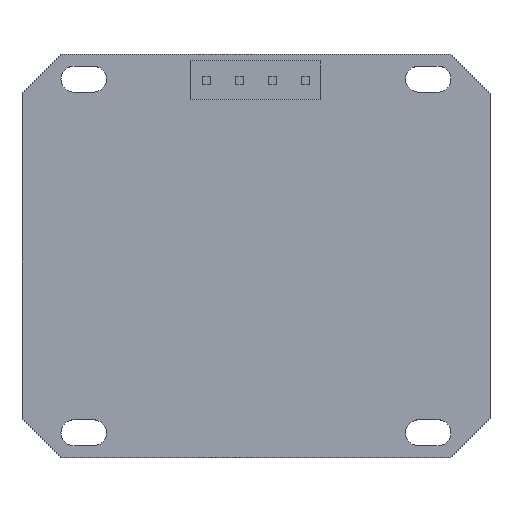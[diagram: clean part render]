
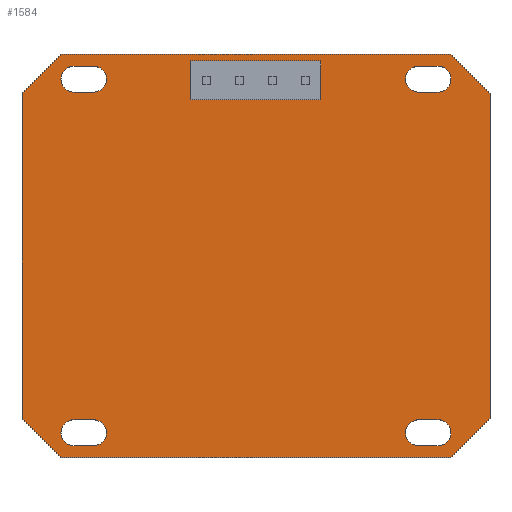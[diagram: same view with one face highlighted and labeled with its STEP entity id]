
A CAD part, top view. The second image highlights one B-rep face of the part: STEP entity #1584.
In plain terms, the highlighted planar face has unit normal (0, 0, 1).
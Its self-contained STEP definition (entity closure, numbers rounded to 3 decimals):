
#24=FACE_BOUND('',#212,.T.);
#25=FACE_BOUND('',#213,.T.);
#26=FACE_BOUND('',#214,.T.);
#27=FACE_BOUND('',#215,.T.);
#28=FACE_BOUND('',#216,.T.);
#52=CIRCLE('',#1649,1.);
#54=CIRCLE('',#1653,1.);
#56=CIRCLE('',#1656,1.);
#58=CIRCLE('',#1660,1.);
#60=CIRCLE('',#1665,1.);
#62=CIRCLE('',#1669,1.);
#64=CIRCLE('',#1672,1.);
#66=CIRCLE('',#1676,1.);
#120=FACE_OUTER_BOUND('',#211,.T.);
#211=EDGE_LOOP('',(#1224,#1225,#1226,#1227,#1228,#1229,#1230,#1231));
#212=EDGE_LOOP('',(#1232,#1233,#1234,#1235));
#213=EDGE_LOOP('',(#1236,#1237,#1238,#1239));
#214=EDGE_LOOP('',(#1240,#1241,#1242,#1243));
#215=EDGE_LOOP('',(#1244,#1245,#1246,#1247));
#216=EDGE_LOOP('',(#1248,#1249,#1250,#1251));
#270=LINE('',#2165,#470);
#274=LINE('',#2177,#474);
#279=LINE('',#2195,#479);
#283=LINE('',#2205,#483);
#286=LINE('',#2213,#486);
#290=LINE('',#2225,#490);
#295=LINE('',#2243,#495);
#299=LINE('',#2253,#499);
#300=LINE('',#2257,#500);
#304=LINE('',#2265,#504);
#355=LINE('',#2367,#555);
#358=LINE('',#2372,#558);
#362=LINE('',#2382,#562);
#365=LINE('',#2388,#565);
#368=LINE('',#2394,#568);
#371=LINE('',#2400,#571);
#374=LINE('',#2406,#574);
#377=LINE('',#2412,#577);
#380=LINE('',#2418,#580);
#383=LINE('',#2422,#583);
#470=VECTOR('',#1755,10.);
#474=VECTOR('',#1767,10.);
#479=VECTOR('',#1786,10.);
#483=VECTOR('',#1798,10.);
#486=VECTOR('',#1803,10.);
#490=VECTOR('',#1815,10.);
#495=VECTOR('',#1834,10.);
#499=VECTOR('',#1846,10.);
#500=VECTOR('',#1849,10.);
#504=VECTOR('',#1855,10.);
#555=VECTOR('',#1940,10.);
#558=VECTOR('',#1945,10.);
#562=VECTOR('',#1953,10.);
#565=VECTOR('',#1958,10.);
#568=VECTOR('',#1963,10.);
#571=VECTOR('',#1968,10.);
#574=VECTOR('',#1973,10.);
#577=VECTOR('',#1978,10.);
#580=VECTOR('',#1983,10.);
#583=VECTOR('',#1988,10.);
#670=VERTEX_POINT('',#2162);
#671=VERTEX_POINT('',#2164);
#673=VERTEX_POINT('',#2170);
#675=VERTEX_POINT('',#2176);
#678=VERTEX_POINT('',#2186);
#679=VERTEX_POINT('',#2188);
#681=VERTEX_POINT('',#2194);
#683=VERTEX_POINT('',#2200);
#686=VERTEX_POINT('',#2210);
#687=VERTEX_POINT('',#2212);
#689=VERTEX_POINT('',#2218);
#691=VERTEX_POINT('',#2224);
#694=VERTEX_POINT('',#2234);
#695=VERTEX_POINT('',#2236);
#697=VERTEX_POINT('',#2242);
#699=VERTEX_POINT('',#2248);
#700=VERTEX_POINT('',#2255);
#701=VERTEX_POINT('',#2256);
#704=VERTEX_POINT('',#2264);
#738=VERTEX_POINT('',#2366);
#742=VERTEX_POINT('',#2379);
#743=VERTEX_POINT('',#2381);
#745=VERTEX_POINT('',#2387);
#747=VERTEX_POINT('',#2393);
#749=VERTEX_POINT('',#2399);
#751=VERTEX_POINT('',#2405);
#753=VERTEX_POINT('',#2411);
#755=VERTEX_POINT('',#2417);
#814=EDGE_CURVE('',#671,#670,#270,.T.);
#817=EDGE_CURVE('',#673,#671,#52,.T.);
#820=EDGE_CURVE('',#675,#673,#274,.T.);
#823=EDGE_CURVE('',#670,#675,#54,.T.);
#826=EDGE_CURVE('',#679,#678,#56,.T.);
#829=EDGE_CURVE('',#681,#679,#279,.T.);
#832=EDGE_CURVE('',#683,#681,#58,.T.);
#835=EDGE_CURVE('',#678,#683,#283,.T.);
#838=EDGE_CURVE('',#687,#686,#286,.T.);
#841=EDGE_CURVE('',#689,#687,#60,.T.);
#844=EDGE_CURVE('',#691,#689,#290,.T.);
#847=EDGE_CURVE('',#686,#691,#62,.T.);
#850=EDGE_CURVE('',#695,#694,#64,.T.);
#853=EDGE_CURVE('',#697,#695,#295,.T.);
#856=EDGE_CURVE('',#699,#697,#66,.T.);
#859=EDGE_CURVE('',#694,#699,#299,.T.);
#860=EDGE_CURVE('',#700,#701,#300,.T.);
#864=EDGE_CURVE('',#704,#700,#304,.T.);
#915=EDGE_CURVE('',#701,#738,#355,.T.);
#918=EDGE_CURVE('',#738,#704,#358,.T.);
#922=EDGE_CURVE('',#743,#742,#362,.T.);
#925=EDGE_CURVE('',#745,#743,#365,.T.);
#928=EDGE_CURVE('',#747,#745,#368,.T.);
#931=EDGE_CURVE('',#749,#747,#371,.T.);
#934=EDGE_CURVE('',#751,#749,#374,.T.);
#937=EDGE_CURVE('',#753,#751,#377,.T.);
#940=EDGE_CURVE('',#755,#753,#380,.T.);
#943=EDGE_CURVE('',#742,#755,#383,.T.);
#1224=ORIENTED_EDGE('',*,*,#943,.T.);
#1225=ORIENTED_EDGE('',*,*,#940,.T.);
#1226=ORIENTED_EDGE('',*,*,#937,.T.);
#1227=ORIENTED_EDGE('',*,*,#934,.T.);
#1228=ORIENTED_EDGE('',*,*,#931,.T.);
#1229=ORIENTED_EDGE('',*,*,#928,.T.);
#1230=ORIENTED_EDGE('',*,*,#925,.T.);
#1231=ORIENTED_EDGE('',*,*,#922,.T.);
#1232=ORIENTED_EDGE('',*,*,#820,.T.);
#1233=ORIENTED_EDGE('',*,*,#817,.T.);
#1234=ORIENTED_EDGE('',*,*,#814,.T.);
#1235=ORIENTED_EDGE('',*,*,#823,.T.);
#1236=ORIENTED_EDGE('',*,*,#832,.T.);
#1237=ORIENTED_EDGE('',*,*,#829,.T.);
#1238=ORIENTED_EDGE('',*,*,#826,.T.);
#1239=ORIENTED_EDGE('',*,*,#835,.T.);
#1240=ORIENTED_EDGE('',*,*,#844,.T.);
#1241=ORIENTED_EDGE('',*,*,#841,.T.);
#1242=ORIENTED_EDGE('',*,*,#838,.T.);
#1243=ORIENTED_EDGE('',*,*,#847,.T.);
#1244=ORIENTED_EDGE('',*,*,#856,.T.);
#1245=ORIENTED_EDGE('',*,*,#853,.T.);
#1246=ORIENTED_EDGE('',*,*,#850,.T.);
#1247=ORIENTED_EDGE('',*,*,#859,.T.);
#1248=ORIENTED_EDGE('',*,*,#864,.T.);
#1249=ORIENTED_EDGE('',*,*,#860,.T.);
#1250=ORIENTED_EDGE('',*,*,#915,.T.);
#1251=ORIENTED_EDGE('',*,*,#918,.T.);
#1497=PLANE('',#1707);
#1584=ADVANCED_FACE('',(#120,#24,#25,#26,#27,#28),#1497,.T.);
#1649=AXIS2_PLACEMENT_3D('',#2171,#1761,#1762);
#1653=AXIS2_PLACEMENT_3D('',#2181,#1773,#1774);
#1656=AXIS2_PLACEMENT_3D('',#2189,#1780,#1781);
#1660=AXIS2_PLACEMENT_3D('',#2201,#1792,#1793);
#1665=AXIS2_PLACEMENT_3D('',#2219,#1809,#1810);
#1669=AXIS2_PLACEMENT_3D('',#2229,#1821,#1822);
#1672=AXIS2_PLACEMENT_3D('',#2237,#1828,#1829);
#1676=AXIS2_PLACEMENT_3D('',#2249,#1840,#1841);
#1707=AXIS2_PLACEMENT_3D('',#2423,#1989,#1990);
#1755=DIRECTION('',(1.,0.,0.));
#1761=DIRECTION('center_axis',(0.,0.,-1.));
#1762=DIRECTION('ref_axis',(0.,1.,0.));
#1767=DIRECTION('',(-1.,0.,0.));
#1773=DIRECTION('center_axis',(0.,0.,-1.));
#1774=DIRECTION('ref_axis',(0.,-1.,0.));
#1780=DIRECTION('center_axis',(0.,0.,-1.));
#1781=DIRECTION('ref_axis',(0.,1.,0.));
#1786=DIRECTION('',(-1.,0.,0.));
#1792=DIRECTION('center_axis',(0.,0.,-1.));
#1793=DIRECTION('ref_axis',(0.,-1.,0.));
#1798=DIRECTION('',(1.,0.,0.));
#1803=DIRECTION('',(1.,0.,0.));
#1809=DIRECTION('center_axis',(0.,0.,-1.));
#1810=DIRECTION('ref_axis',(0.,1.,0.));
#1815=DIRECTION('',(-1.,0.,0.));
#1821=DIRECTION('center_axis',(0.,0.,-1.));
#1822=DIRECTION('ref_axis',(0.,-1.,0.));
#1828=DIRECTION('center_axis',(0.,0.,-1.));
#1829=DIRECTION('ref_axis',(0.,1.,0.));
#1834=DIRECTION('',(-1.,0.,0.));
#1840=DIRECTION('center_axis',(0.,0.,-1.));
#1841=DIRECTION('ref_axis',(0.,-1.,0.));
#1846=DIRECTION('',(1.,0.,0.));
#1849=DIRECTION('',(0.,-1.,0.));
#1855=DIRECTION('',(1.,0.,0.));
#1940=DIRECTION('',(-1.,0.,0.));
#1945=DIRECTION('',(0.,1.,0.));
#1953=DIRECTION('',(-0.707,0.707,0.));
#1958=DIRECTION('',(0.,1.,0.));
#1963=DIRECTION('',(0.707,0.707,0.));
#1968=DIRECTION('',(1.,0.,0.));
#1973=DIRECTION('',(0.707,-0.707,0.));
#1978=DIRECTION('',(0.,-1.,0.));
#1983=DIRECTION('',(-0.707,-0.707,0.));
#1988=DIRECTION('',(-1.,0.,0.));
#1989=DIRECTION('center_axis',(0.,0.,1.));
#1990=DIRECTION('ref_axis',(1.,0.,0.));
#2162=CARTESIAN_POINT('',(14.,14.6,1.5));
#2164=CARTESIAN_POINT('',(12.5,14.6,1.5));
#2165=CARTESIAN_POINT('',(6.25,14.6,1.5));
#2170=CARTESIAN_POINT('',(12.5,12.6,1.5));
#2171=CARTESIAN_POINT('Origin',(12.5,13.6,1.5));
#2176=CARTESIAN_POINT('',(14.,12.6,1.5));
#2177=CARTESIAN_POINT('',(7.,12.6,1.5));
#2181=CARTESIAN_POINT('Origin',(14.,13.6,1.5));
#2186=CARTESIAN_POINT('',(12.5,-12.6,1.5));
#2188=CARTESIAN_POINT('',(12.5,-14.6,1.5));
#2189=CARTESIAN_POINT('Origin',(12.5,-13.6,1.5));
#2194=CARTESIAN_POINT('',(14.,-14.6,1.5));
#2195=CARTESIAN_POINT('',(7.,-14.6,1.5));
#2200=CARTESIAN_POINT('',(14.,-12.6,1.5));
#2201=CARTESIAN_POINT('Origin',(14.,-13.6,1.5));
#2205=CARTESIAN_POINT('',(6.25,-12.6,1.5));
#2210=CARTESIAN_POINT('',(-12.5,14.6,1.5));
#2212=CARTESIAN_POINT('',(-14.,14.6,1.5));
#2213=CARTESIAN_POINT('',(-7.,14.6,1.5));
#2218=CARTESIAN_POINT('',(-14.,12.6,1.5));
#2219=CARTESIAN_POINT('Origin',(-14.,13.6,1.5));
#2224=CARTESIAN_POINT('',(-12.5,12.6,1.5));
#2225=CARTESIAN_POINT('',(-6.25,12.6,1.5));
#2229=CARTESIAN_POINT('Origin',(-12.5,13.6,1.5));
#2234=CARTESIAN_POINT('',(-14.,-12.6,1.5));
#2236=CARTESIAN_POINT('',(-14.,-14.6,1.5));
#2237=CARTESIAN_POINT('Origin',(-14.,-13.6,1.5));
#2242=CARTESIAN_POINT('',(-12.5,-14.6,1.5));
#2243=CARTESIAN_POINT('',(-6.25,-14.6,1.5));
#2248=CARTESIAN_POINT('',(-12.5,-12.6,1.5));
#2249=CARTESIAN_POINT('Origin',(-12.5,-13.6,1.5));
#2253=CARTESIAN_POINT('',(-7.,-12.6,1.5));
#2255=CARTESIAN_POINT('',(5.,15.,1.5));
#2256=CARTESIAN_POINT('',(5.,12.,1.5));
#2257=CARTESIAN_POINT('',(5.,15.,1.5));
#2264=CARTESIAN_POINT('',(-5.,15.,1.5));
#2265=CARTESIAN_POINT('',(-5.,15.,1.5));
#2366=CARTESIAN_POINT('',(-5.,12.,1.5));
#2367=CARTESIAN_POINT('',(5.,12.,1.5));
#2372=CARTESIAN_POINT('',(-5.,12.,1.5));
#2379=CARTESIAN_POINT('',(15.,15.5,1.5));
#2381=CARTESIAN_POINT('',(18.,12.5,1.5));
#2382=CARTESIAN_POINT('',(15.,15.5,1.5));
#2387=CARTESIAN_POINT('',(18.,-12.5,1.5));
#2388=CARTESIAN_POINT('',(18.,-12.5,1.5));
#2393=CARTESIAN_POINT('',(15.,-15.5,1.5));
#2394=CARTESIAN_POINT('',(18.,-12.5,1.5));
#2399=CARTESIAN_POINT('',(-15.,-15.5,1.5));
#2400=CARTESIAN_POINT('',(-15.,-15.5,1.5));
#2405=CARTESIAN_POINT('',(-18.,-12.5,1.5));
#2406=CARTESIAN_POINT('',(-18.,-12.5,1.5));
#2411=CARTESIAN_POINT('',(-18.,12.5,1.5));
#2412=CARTESIAN_POINT('',(-18.,12.5,1.5));
#2417=CARTESIAN_POINT('',(-15.,15.5,1.5));
#2418=CARTESIAN_POINT('',(-15.,15.5,1.5));
#2422=CARTESIAN_POINT('',(15.,15.5,1.5));
#2423=CARTESIAN_POINT('Origin',(0.,0.,1.5));
